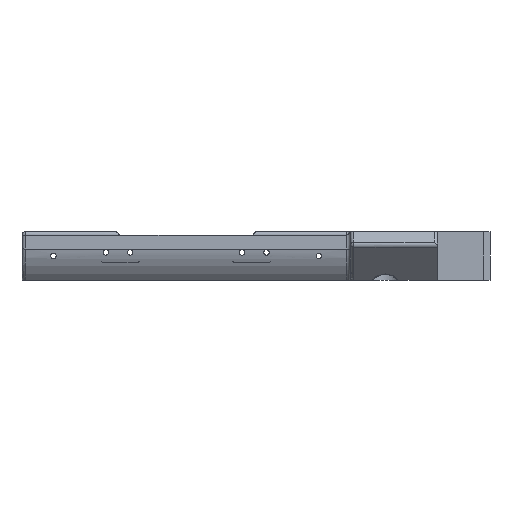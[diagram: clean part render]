
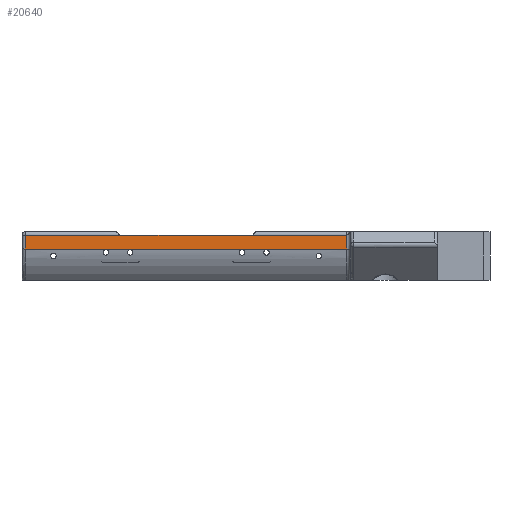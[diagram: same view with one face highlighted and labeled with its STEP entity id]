
A CAD part, left-side view. The second image highlights one B-rep face of the part: STEP entity #20640.
In plain terms, the highlighted planar face has unit normal (-1, 0, 0).
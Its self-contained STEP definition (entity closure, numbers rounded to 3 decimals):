
#1657 = CYLINDRICAL_SURFACE('',#1658,1.);
#1658 = AXIS2_PLACEMENT_3D('',#1659,#1660,#1661);
#1659 = CARTESIAN_POINT('',(-85.,29.,-1.));
#1660 = DIRECTION('',(0.,1.,0.));
#1661 = DIRECTION('',(-1.,-0.,-0.));
#5546 = CYLINDRICAL_SURFACE('',#5547,1.);
#5547 = AXIS2_PLACEMENT_3D('',#5548,#5549,#5550);
#5548 = CARTESIAN_POINT('',(-87.,30.,-5.));
#5549 = DIRECTION('',(0.,0.,1.));
#5550 = DIRECTION('',(0.,-1.,0.));
#5713 = VERTEX_POINT('',#5714);
#5714 = CARTESIAN_POINT('',(-86.,30.,-1.));
#5857 = EDGE_CURVE('',#5713,#5858,#5860,.T.);
#5858 = VERTEX_POINT('',#5859);
#5859 = CARTESIAN_POINT('',(-86.,57.,-1.));
#5860 = SURFACE_CURVE('',#5861,(#5865,#5872),.PCURVE_S1.);
#5861 = LINE('',#5862,#5863);
#5862 = CARTESIAN_POINT('',(-86.,29.,-1.));
#5863 = VECTOR('',#5864,1.);
#5864 = DIRECTION('',(0.,1.,0.));
#5865 = PCURVE('',#1657,#5866);
#5866 = DEFINITIONAL_REPRESENTATION('',(#5867),#5871);
#5867 = LINE('',#5868,#5869);
#5868 = CARTESIAN_POINT('',(0.,0.));
#5869 = VECTOR('',#5870,1.);
#5870 = DIRECTION('',(0.,1.));
#5871 = ( GEOMETRIC_REPRESENTATION_CONTEXT(2) 
PARAMETRIC_REPRESENTATION_CONTEXT() REPRESENTATION_CONTEXT('2D SPACE',''
  ) );
#5872 = PCURVE('',#5873,#5878);
#5873 = PLANE('',#5874);
#5874 = AXIS2_PLACEMENT_3D('',#5875,#5876,#5877);
#5875 = CARTESIAN_POINT('',(-86.,29.,-5.));
#5876 = DIRECTION('',(-1.,-0.,-0.));
#5877 = DIRECTION('',(0.,0.,-1.));
#5878 = DEFINITIONAL_REPRESENTATION('',(#5879),#5883);
#5879 = LINE('',#5880,#5881);
#5880 = CARTESIAN_POINT('',(-4.,0.));
#5881 = VECTOR('',#5882,1.);
#5882 = DIRECTION('',(-0.,-1.));
#5883 = ( GEOMETRIC_REPRESENTATION_CONTEXT(2) 
PARAMETRIC_REPRESENTATION_CONTEXT() REPRESENTATION_CONTEXT('2D SPACE',''
  ) );
#6013 = PLANE('',#6014);
#6014 = AXIS2_PLACEMENT_3D('',#6015,#6016,#6017);
#6015 = CARTESIAN_POINT('',(-79.,76.,-1.));
#6016 = DIRECTION('',(0.,0.,-1.));
#6017 = DIRECTION('',(1.,0.,0.));
#14762 = CYLINDRICAL_SURFACE('',#14763,15.5);
#14763 = AXIS2_PLACEMENT_3D('',#14764,#14765,#14766);
#14764 = CARTESIAN_POINT('',(-70.672,29.,-2.7));
#14765 = DIRECTION('',(0.,-1.,0.));
#14766 = DIRECTION('',(1.,0.,0.));
#19884 = VERTEX_POINT('',#19885);
#19885 = CARTESIAN_POINT('',(-86.,30.,-5.));
#20428 = EDGE_CURVE('',#19884,#5713,#20429,.T.);
#20429 = SURFACE_CURVE('',#20430,(#20434,#20441),.PCURVE_S1.);
#20430 = LINE('',#20431,#20432);
#20431 = CARTESIAN_POINT('',(-86.,30.,-5.));
#20432 = VECTOR('',#20433,1.);
#20433 = DIRECTION('',(0.,0.,1.));
#20434 = PCURVE('',#5546,#20435);
#20435 = DEFINITIONAL_REPRESENTATION('',(#20436),#20440);
#20436 = LINE('',#20437,#20438);
#20437 = CARTESIAN_POINT('',(1.571,0.));
#20438 = VECTOR('',#20439,1.);
#20439 = DIRECTION('',(0.,1.));
#20440 = ( GEOMETRIC_REPRESENTATION_CONTEXT(2) 
PARAMETRIC_REPRESENTATION_CONTEXT() REPRESENTATION_CONTEXT('2D SPACE',''
  ) );
#20441 = PCURVE('',#5873,#20442);
#20442 = DEFINITIONAL_REPRESENTATION('',(#20443),#20447);
#20443 = LINE('',#20444,#20445);
#20444 = CARTESIAN_POINT('',(0.,-1.));
#20445 = VECTOR('',#20446,1.);
#20446 = DIRECTION('',(-1.,0.));
#20447 = ( GEOMETRIC_REPRESENTATION_CONTEXT(2) 
PARAMETRIC_REPRESENTATION_CONTEXT() REPRESENTATION_CONTEXT('2D SPACE',''
  ) );
#20640 = ADVANCED_FACE('',(#20641),#5873,.T.);
#20641 = FACE_BOUND('',#20642,.F.);
#20642 = EDGE_LOOP('',(#20643,#20666,#20694,#20722,#20743,#20744));
#20643 = ORIENTED_EDGE('',*,*,#20644,.T.);
#20644 = EDGE_CURVE('',#19884,#20645,#20647,.T.);
#20645 = VERTEX_POINT('',#20646);
#20646 = CARTESIAN_POINT('',(-86.,122.,-5.));
#20647 = SURFACE_CURVE('',#20648,(#20652,#20659),.PCURVE_S1.);
#20648 = LINE('',#20649,#20650);
#20649 = CARTESIAN_POINT('',(-86.,29.,-5.));
#20650 = VECTOR('',#20651,1.);
#20651 = DIRECTION('',(0.,1.,0.));
#20652 = PCURVE('',#5873,#20653);
#20653 = DEFINITIONAL_REPRESENTATION('',(#20654),#20658);
#20654 = LINE('',#20655,#20656);
#20655 = CARTESIAN_POINT('',(0.,0.));
#20656 = VECTOR('',#20657,1.);
#20657 = DIRECTION('',(-0.,-1.));
#20658 = ( GEOMETRIC_REPRESENTATION_CONTEXT(2) 
PARAMETRIC_REPRESENTATION_CONTEXT() REPRESENTATION_CONTEXT('2D SPACE',''
  ) );
#20659 = PCURVE('',#14762,#20660);
#20660 = DEFINITIONAL_REPRESENTATION('',(#20661),#20665);
#20661 = LINE('',#20662,#20663);
#20662 = CARTESIAN_POINT('',(3.291,0.));
#20663 = VECTOR('',#20664,1.);
#20664 = DIRECTION('',(0.,-1.));
#20665 = ( GEOMETRIC_REPRESENTATION_CONTEXT(2) 
PARAMETRIC_REPRESENTATION_CONTEXT() REPRESENTATION_CONTEXT('2D SPACE',''
  ) );
#20666 = ORIENTED_EDGE('',*,*,#20667,.T.);
#20667 = EDGE_CURVE('',#20645,#20668,#20670,.T.);
#20668 = VERTEX_POINT('',#20669);
#20669 = CARTESIAN_POINT('',(-86.,122.,-1.));
#20670 = SURFACE_CURVE('',#20671,(#20675,#20682),.PCURVE_S1.);
#20671 = LINE('',#20672,#20673);
#20672 = CARTESIAN_POINT('',(-86.,122.,-5.));
#20673 = VECTOR('',#20674,1.);
#20674 = DIRECTION('',(0.,0.,1.));
#20675 = PCURVE('',#5873,#20676);
#20676 = DEFINITIONAL_REPRESENTATION('',(#20677),#20681);
#20677 = LINE('',#20678,#20679);
#20678 = CARTESIAN_POINT('',(0.,-93.));
#20679 = VECTOR('',#20680,1.);
#20680 = DIRECTION('',(-1.,0.));
#20681 = ( GEOMETRIC_REPRESENTATION_CONTEXT(2) 
PARAMETRIC_REPRESENTATION_CONTEXT() REPRESENTATION_CONTEXT('2D SPACE',''
  ) );
#20682 = PCURVE('',#20683,#20688);
#20683 = CYLINDRICAL_SURFACE('',#20684,1.);
#20684 = AXIS2_PLACEMENT_3D('',#20685,#20686,#20687);
#20685 = CARTESIAN_POINT('',(-85.,122.,-5.));
#20686 = DIRECTION('',(0.,0.,1.));
#20687 = DIRECTION('',(0.,1.,0.));
#20688 = DEFINITIONAL_REPRESENTATION('',(#20689),#20693);
#20689 = LINE('',#20690,#20691);
#20690 = CARTESIAN_POINT('',(1.571,0.));
#20691 = VECTOR('',#20692,1.);
#20692 = DIRECTION('',(0.,1.));
#20693 = ( GEOMETRIC_REPRESENTATION_CONTEXT(2) 
PARAMETRIC_REPRESENTATION_CONTEXT() REPRESENTATION_CONTEXT('2D SPACE',''
  ) );
#20694 = ORIENTED_EDGE('',*,*,#20695,.F.);
#20695 = EDGE_CURVE('',#20696,#20668,#20698,.T.);
#20696 = VERTEX_POINT('',#20697);
#20697 = CARTESIAN_POINT('',(-86.,95.,-1.));
#20698 = SURFACE_CURVE('',#20699,(#20703,#20710),.PCURVE_S1.);
#20699 = LINE('',#20700,#20701);
#20700 = CARTESIAN_POINT('',(-86.,29.,-1.));
#20701 = VECTOR('',#20702,1.);
#20702 = DIRECTION('',(0.,1.,0.));
#20703 = PCURVE('',#5873,#20704);
#20704 = DEFINITIONAL_REPRESENTATION('',(#20705),#20709);
#20705 = LINE('',#20706,#20707);
#20706 = CARTESIAN_POINT('',(-4.,0.));
#20707 = VECTOR('',#20708,1.);
#20708 = DIRECTION('',(-0.,-1.));
#20709 = ( GEOMETRIC_REPRESENTATION_CONTEXT(2) 
PARAMETRIC_REPRESENTATION_CONTEXT() REPRESENTATION_CONTEXT('2D SPACE',''
  ) );
#20710 = PCURVE('',#20711,#20716);
#20711 = CYLINDRICAL_SURFACE('',#20712,1.);
#20712 = AXIS2_PLACEMENT_3D('',#20713,#20714,#20715);
#20713 = CARTESIAN_POINT('',(-85.,29.,-1.));
#20714 = DIRECTION('',(0.,1.,0.));
#20715 = DIRECTION('',(-1.,-0.,-0.));
#20716 = DEFINITIONAL_REPRESENTATION('',(#20717),#20721);
#20717 = LINE('',#20718,#20719);
#20718 = CARTESIAN_POINT('',(0.,0.));
#20719 = VECTOR('',#20720,1.);
#20720 = DIRECTION('',(0.,1.));
#20721 = ( GEOMETRIC_REPRESENTATION_CONTEXT(2) 
PARAMETRIC_REPRESENTATION_CONTEXT() REPRESENTATION_CONTEXT('2D SPACE',''
  ) );
#20722 = ORIENTED_EDGE('',*,*,#20723,.F.);
#20723 = EDGE_CURVE('',#5858,#20696,#20724,.T.);
#20724 = SURFACE_CURVE('',#20725,(#20729,#20736),.PCURVE_S1.);
#20725 = LINE('',#20726,#20727);
#20726 = CARTESIAN_POINT('',(-86.,29.,-1.));
#20727 = VECTOR('',#20728,1.);
#20728 = DIRECTION('',(0.,1.,0.));
#20729 = PCURVE('',#5873,#20730);
#20730 = DEFINITIONAL_REPRESENTATION('',(#20731),#20735);
#20731 = LINE('',#20732,#20733);
#20732 = CARTESIAN_POINT('',(-4.,0.));
#20733 = VECTOR('',#20734,1.);
#20734 = DIRECTION('',(-0.,-1.));
#20735 = ( GEOMETRIC_REPRESENTATION_CONTEXT(2) 
PARAMETRIC_REPRESENTATION_CONTEXT() REPRESENTATION_CONTEXT('2D SPACE',''
  ) );
#20736 = PCURVE('',#6013,#20737);
#20737 = DEFINITIONAL_REPRESENTATION('',(#20738),#20742);
#20738 = LINE('',#20739,#20740);
#20739 = CARTESIAN_POINT('',(-7.,47.));
#20740 = VECTOR('',#20741,1.);
#20741 = DIRECTION('',(0.,-1.));
#20742 = ( GEOMETRIC_REPRESENTATION_CONTEXT(2) 
PARAMETRIC_REPRESENTATION_CONTEXT() REPRESENTATION_CONTEXT('2D SPACE',''
  ) );
#20743 = ORIENTED_EDGE('',*,*,#5857,.F.);
#20744 = ORIENTED_EDGE('',*,*,#20428,.F.);
